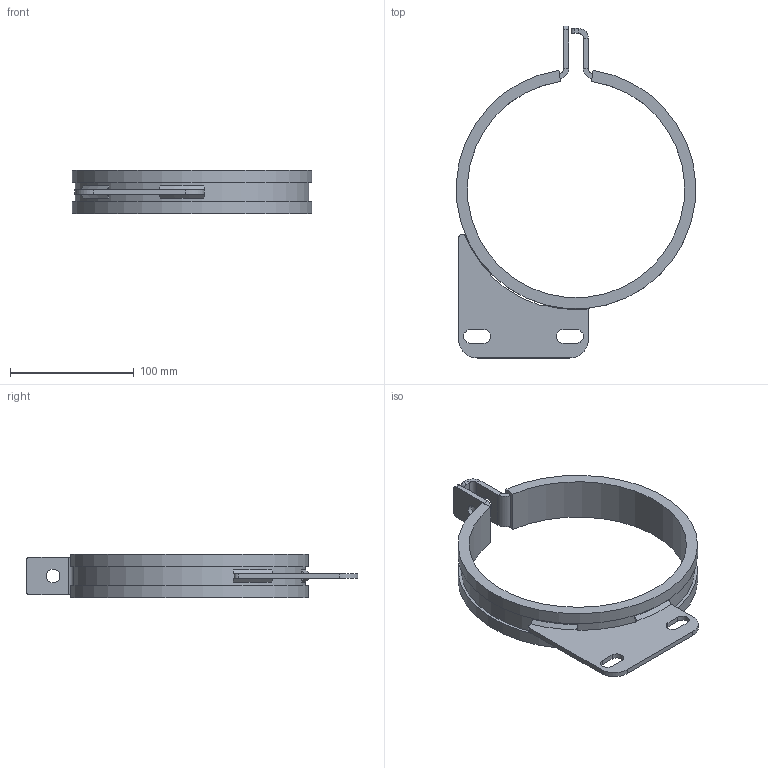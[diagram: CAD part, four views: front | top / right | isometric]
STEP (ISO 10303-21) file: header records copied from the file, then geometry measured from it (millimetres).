
FILE_DESCRIPTION(/* description */ ('Clamp and bracket for brake cylinder Ø176mm. Steel Zinc plated. '),/* implementation_level */ '2;1');
FILE_NAME(/* name */ 'TB-00176.stp',/* time_stamp */ '2017-11-23T14:17:08+01:00',/* author */ ('Christiaan Dijkstra'),/* organization */ (''),/* preprocessor_version */ 'ST-DEVELOPER v16.5',/* originating_system */ 'Autodesk Inventor 2017',/* authorisation */ '');
FILE_SCHEMA (('AUTOMOTIVE_DESIGN { 1 0 10303 214 3 1 1 }'));
Length unit declared in the file: millimetre
Products named in the file (6): TB-00176; MPC176-00; MPC176-00_1; XLASPLAAT4100105; XCLAMP176; rubber 176
Assembly tree (5 placements, depth 3):
  TB-00176
    MPC176-00
      MPC176-00_1
      XLASPLAAT4100105
      XCLAMP176
    rubber 176
Bounding box: 193.68 x 268.7 x 35 mm (x, y, z)
Volume: 186317.3 mm3; surface area: 131153.9 mm2
Topology: 7 solids, 7 shells, 94 faces, 216 edges, 136 vertices
Faces by surface type: plane 54, cylinder 36, cone 4
Full cylindrical faces by diameter (mm): 11 x2
Entity records: 2831 total; most frequent: DIRECTION 500, CARTESIAN_POINT 455, ORIENTED_EDGE 428, EDGE_CURVE 214, AXIS2_PLACEMENT_3D 181, LINE 138, VECTOR 138, VERTEX_POINT 136
